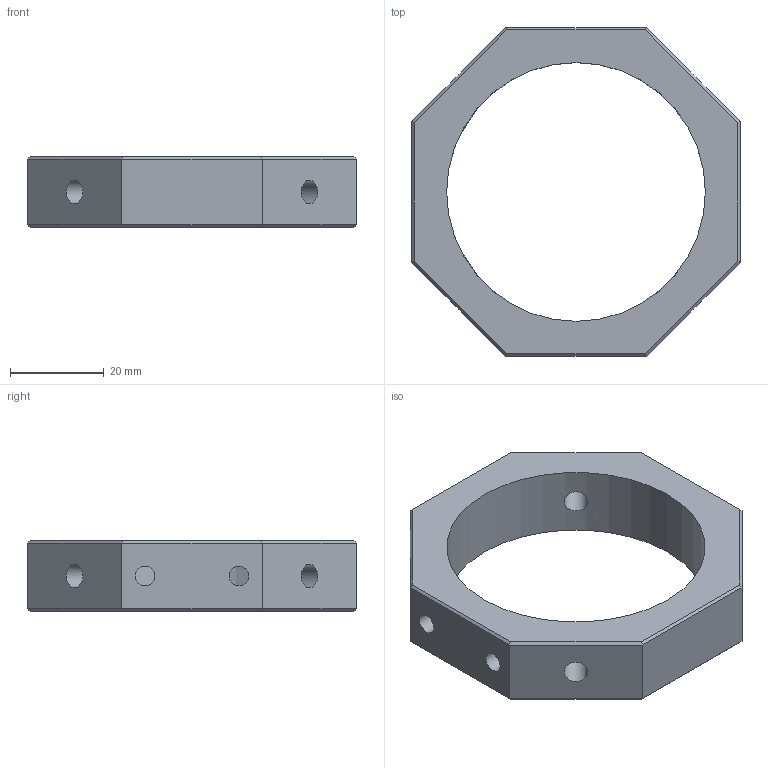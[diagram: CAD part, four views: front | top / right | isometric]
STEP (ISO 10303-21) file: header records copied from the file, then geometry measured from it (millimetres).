
FILE_DESCRIPTION(/* description */ (''),/* implementation_level */ '2;1');
FILE_NAME(/* name */ 'Bague numro 2 v4.step',/* time_stamp */ '2024-02-28T12:58:03+01:00',/* author */ (''),/* organization */ (''),/* preprocessor_version */ 'ST-DEVELOPER v20',/* originating_system */ 'Autodesk Translation Framework v12.20.1.177',/* authorisation */ '');
FILE_SCHEMA (('AUTOMOTIVE_DESIGN { 1 0 10303 214 3 1 1 }'));
Length unit declared in the file: millimetre
Products named in the file (1): Bague numéro 2
Bounding box: 70 x 70 x 15 mm (x, y, z)
Volume: 24798.8 mm3; surface area: 9915 mm2
Topology: 1 solids, 1 shells, 33 faces, 77 edges, 46 vertices
Faces by surface type: plane 26, cylinder 7
Full cylindrical faces by diameter (mm): 4.234 x2, 5 x4, 55.1 x1
Entity records: 1165 total; most frequent: CARTESIAN_POINT 355, ORIENTED_EDGE 154, DIRECTION 147, EDGE_CURVE 77, LINE 63, VECTOR 63, EDGE_LOOP 47, VERTEX_POINT 46
